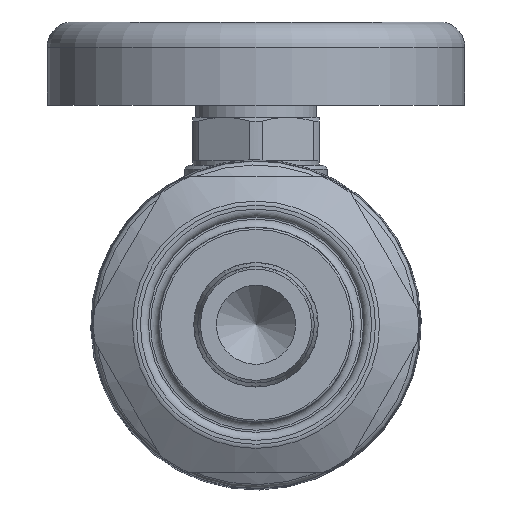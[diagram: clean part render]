
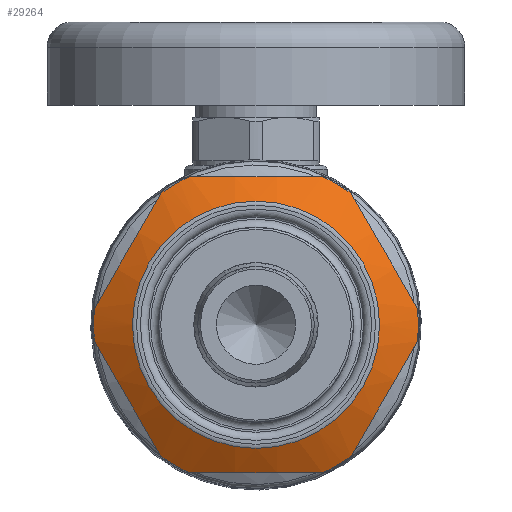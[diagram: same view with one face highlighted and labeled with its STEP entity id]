
A CAD part, front view. The second image highlights one B-rep face of the part: STEP entity #29264.
In plain terms, the highlighted conical face has half-angle 60 degrees and reference radius 17.78 mm.
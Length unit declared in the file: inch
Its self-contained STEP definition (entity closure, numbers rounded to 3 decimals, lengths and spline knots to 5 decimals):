
#1113=(
BOUNDED_CURVE()
B_SPLINE_CURVE(2,(#44015,#44016,#44017),.UNSPECIFIED.,.F.,.F.)
B_SPLINE_CURVE_WITH_KNOTS((3,3),(0.,1.67512),.UNSPECIFIED.)
CURVE()
GEOMETRIC_REPRESENTATION_ITEM()
RATIONAL_B_SPLINE_CURVE((1.,1.096,1.))
REPRESENTATION_ITEM('')
);
#1114=(
BOUNDED_CURVE()
B_SPLINE_CURVE(2,(#44021,#44022,#44023),.UNSPECIFIED.,.F.,.F.)
B_SPLINE_CURVE_WITH_KNOTS((3,3),(0.,1.67512),.UNSPECIFIED.)
CURVE()
GEOMETRIC_REPRESENTATION_ITEM()
RATIONAL_B_SPLINE_CURVE((1.,1.096,1.))
REPRESENTATION_ITEM('')
);
#1115=(
BOUNDED_CURVE()
B_SPLINE_CURVE(2,(#44027,#44028,#44029),.UNSPECIFIED.,.F.,.F.)
B_SPLINE_CURVE_WITH_KNOTS((3,3),(0.,1.67512),.UNSPECIFIED.)
CURVE()
GEOMETRIC_REPRESENTATION_ITEM()
RATIONAL_B_SPLINE_CURVE((1.,1.096,1.))
REPRESENTATION_ITEM('')
);
#1116=(
BOUNDED_CURVE()
B_SPLINE_CURVE(2,(#44033,#44034,#44035),.UNSPECIFIED.,.F.,.F.)
B_SPLINE_CURVE_WITH_KNOTS((3,3),(0.,1.67512),.UNSPECIFIED.)
CURVE()
GEOMETRIC_REPRESENTATION_ITEM()
RATIONAL_B_SPLINE_CURVE((1.,1.096,1.))
REPRESENTATION_ITEM('')
);
#1117=(
BOUNDED_CURVE()
B_SPLINE_CURVE(2,(#44039,#44040,#44041),.UNSPECIFIED.,.F.,.F.)
B_SPLINE_CURVE_WITH_KNOTS((3,3),(0.,1.67512),.UNSPECIFIED.)
CURVE()
GEOMETRIC_REPRESENTATION_ITEM()
RATIONAL_B_SPLINE_CURVE((1.,1.096,1.))
REPRESENTATION_ITEM('')
);
#1118=(
BOUNDED_CURVE()
B_SPLINE_CURVE(2,(#44045,#44046,#44047),.UNSPECIFIED.,.F.,.F.)
B_SPLINE_CURVE_WITH_KNOTS((3,3),(0.,1.67512),.UNSPECIFIED.)
CURVE()
GEOMETRIC_REPRESENTATION_ITEM()
RATIONAL_B_SPLINE_CURVE((1.,1.096,1.))
REPRESENTATION_ITEM('')
);
#3384=FACE_OUTER_BOUND('',#5115,.T.);
#5115=EDGE_LOOP('',(#19499,#19500,#19501,#19502,#19503,#19504,#19505,#19506,
#19507,#19508,#19509,#19510,#19511,#19512,#19513,#19514));
#6834=LINE('',#44011,#8597);
#8597=VECTOR('',#34130,0.7);
#10450=CIRCLE('',#31202,0.60928);
#10452=CIRCLE('',#31206,0.8);
#10453=CIRCLE('',#31207,0.8);
#10454=CIRCLE('',#31208,0.8);
#10455=CIRCLE('',#31209,0.8);
#10456=CIRCLE('',#31210,0.8);
#10457=CIRCLE('',#31211,0.8);
#10458=CIRCLE('',#31212,0.8);
#11726=VERTEX_POINT('',#44003);
#11728=VERTEX_POINT('',#44010);
#11729=VERTEX_POINT('',#44012);
#11730=VERTEX_POINT('',#44014);
#11731=VERTEX_POINT('',#44018);
#11732=VERTEX_POINT('',#44020);
#11733=VERTEX_POINT('',#44024);
#11734=VERTEX_POINT('',#44026);
#11735=VERTEX_POINT('',#44030);
#11736=VERTEX_POINT('',#44032);
#11737=VERTEX_POINT('',#44036);
#11738=VERTEX_POINT('',#44038);
#11739=VERTEX_POINT('',#44042);
#11740=VERTEX_POINT('',#44044);
#14674=EDGE_CURVE('',#11726,#11726,#10450,.T.);
#14676=EDGE_CURVE('',#11726,#11728,#6834,.T.);
#14677=EDGE_CURVE('',#11729,#11728,#10452,.T.);
#14678=EDGE_CURVE('',#11730,#11729,#1113,.T.);
#14679=EDGE_CURVE('',#11731,#11730,#10453,.T.);
#14680=EDGE_CURVE('',#11732,#11731,#1114,.T.);
#14681=EDGE_CURVE('',#11733,#11732,#10454,.T.);
#14682=EDGE_CURVE('',#11734,#11733,#1115,.T.);
#14683=EDGE_CURVE('',#11735,#11734,#10455,.T.);
#14684=EDGE_CURVE('',#11736,#11735,#1116,.T.);
#14685=EDGE_CURVE('',#11737,#11736,#10456,.T.);
#14686=EDGE_CURVE('',#11738,#11737,#1117,.T.);
#14687=EDGE_CURVE('',#11739,#11738,#10457,.T.);
#14688=EDGE_CURVE('',#11740,#11739,#1118,.T.);
#14689=EDGE_CURVE('',#11728,#11740,#10458,.T.);
#19499=ORIENTED_EDGE('',*,*,#14674,.F.);
#19500=ORIENTED_EDGE('',*,*,#14676,.T.);
#19501=ORIENTED_EDGE('',*,*,#14677,.F.);
#19502=ORIENTED_EDGE('',*,*,#14678,.F.);
#19503=ORIENTED_EDGE('',*,*,#14679,.F.);
#19504=ORIENTED_EDGE('',*,*,#14680,.F.);
#19505=ORIENTED_EDGE('',*,*,#14681,.F.);
#19506=ORIENTED_EDGE('',*,*,#14682,.F.);
#19507=ORIENTED_EDGE('',*,*,#14683,.F.);
#19508=ORIENTED_EDGE('',*,*,#14684,.F.);
#19509=ORIENTED_EDGE('',*,*,#14685,.F.);
#19510=ORIENTED_EDGE('',*,*,#14686,.F.);
#19511=ORIENTED_EDGE('',*,*,#14687,.F.);
#19512=ORIENTED_EDGE('',*,*,#14688,.F.);
#19513=ORIENTED_EDGE('',*,*,#14689,.F.);
#19514=ORIENTED_EDGE('',*,*,#14676,.F.);
#27284=CONICAL_SURFACE('',#31205,0.7,1.047);
#29264=ADVANCED_FACE('',(#3384),#27284,.T.);
#31202=AXIS2_PLACEMENT_3D('',#44005,#34122,#34123);
#31205=AXIS2_PLACEMENT_3D('',#44009,#34128,#34129);
#31206=AXIS2_PLACEMENT_3D('',#44013,#34131,#34132);
#31207=AXIS2_PLACEMENT_3D('',#44019,#34133,#34134);
#31208=AXIS2_PLACEMENT_3D('',#44025,#34135,#34136);
#31209=AXIS2_PLACEMENT_3D('',#44031,#34137,#34138);
#31210=AXIS2_PLACEMENT_3D('',#44037,#34139,#34140);
#31211=AXIS2_PLACEMENT_3D('',#44043,#34141,#34142);
#31212=AXIS2_PLACEMENT_3D('',#44048,#34143,#34144);
#34122=DIRECTION('center_axis',(0.,-1.,0.));
#34123=DIRECTION('ref_axis',(-1.,0.,0.));
#34128=DIRECTION('center_axis',(0.,1.,0.));
#34129=DIRECTION('ref_axis',(1.,0.,0.));
#34130=DIRECTION('',(-0.866,0.5,0.));
#34131=DIRECTION('center_axis',(0.,1.,0.));
#34132=DIRECTION('ref_axis',(-1.,0.,0.));
#34133=DIRECTION('center_axis',(0.,1.,0.));
#34134=DIRECTION('ref_axis',(-1.,0.,0.));
#34135=DIRECTION('center_axis',(0.,1.,0.));
#34136=DIRECTION('ref_axis',(-1.,0.,0.));
#34137=DIRECTION('center_axis',(0.,1.,0.));
#34138=DIRECTION('ref_axis',(-1.,0.,0.));
#34139=DIRECTION('center_axis',(0.,1.,0.));
#34140=DIRECTION('ref_axis',(-1.,0.,0.));
#34141=DIRECTION('center_axis',(0.,1.,0.));
#34142=DIRECTION('ref_axis',(-1.,0.,0.));
#34143=DIRECTION('center_axis',(0.,1.,0.));
#34144=DIRECTION('ref_axis',(-1.,0.,0.));
#44003=CARTESIAN_POINT('',(-0.60928,-2.00629,0.));
#44005=CARTESIAN_POINT('Origin',(0.,-2.00629,
0.));
#44009=CARTESIAN_POINT('Origin',(0.,-1.95392,
0.));
#44010=CARTESIAN_POINT('',(-0.8,-1.89618,0.));
#44011=CARTESIAN_POINT('',(-0.7,-1.95392,0.));
#44012=CARTESIAN_POINT('',(-0.79583,-1.89618,-0.08158));
#44013=CARTESIAN_POINT('Origin',(0.,-1.89618,0.));
#44014=CARTESIAN_POINT('',(-0.46857,-1.89618,-0.64842));
#44015=CARTESIAN_POINT('Ctrl Pts',(-0.46857,-1.89618,
-0.64842));
#44016=CARTESIAN_POINT('Ctrl Pts',(-0.6322,-1.97348,
-0.365));
#44017=CARTESIAN_POINT('Ctrl Pts',(-0.79583,-1.89618,
-0.08158));
#44018=CARTESIAN_POINT('',(-0.32726,-1.89618,-0.73));
#44019=CARTESIAN_POINT('Origin',(0.,-1.89618,0.));
#44020=CARTESIAN_POINT('',(0.32726,-1.89618,-0.73));
#44021=CARTESIAN_POINT('Ctrl Pts',(0.32726,-1.89618,
-0.73));
#44022=CARTESIAN_POINT('Ctrl Pts',(0.,-1.97348,
-0.73));
#44023=CARTESIAN_POINT('Ctrl Pts',(-0.32726,-1.89618,
-0.73));
#44024=CARTESIAN_POINT('',(0.46857,-1.89618,-0.64842));
#44025=CARTESIAN_POINT('Origin',(0.,-1.89618,0.));
#44026=CARTESIAN_POINT('',(0.79583,-1.89618,-0.08158));
#44027=CARTESIAN_POINT('Ctrl Pts',(0.79583,-1.89618,
-0.08158));
#44028=CARTESIAN_POINT('Ctrl Pts',(0.6322,-1.97348,-0.365));
#44029=CARTESIAN_POINT('Ctrl Pts',(0.46857,-1.89618,
-0.64842));
#44030=CARTESIAN_POINT('',(0.79583,-1.89618,0.08158));
#44031=CARTESIAN_POINT('Origin',(0.,-1.89618,0.));
#44032=CARTESIAN_POINT('',(0.46857,-1.89618,0.64842));
#44033=CARTESIAN_POINT('Ctrl Pts',(0.46857,-1.89618,
0.64842));
#44034=CARTESIAN_POINT('Ctrl Pts',(0.6322,-1.97348,0.365));
#44035=CARTESIAN_POINT('Ctrl Pts',(0.79583,-1.89618,
0.08158));
#44036=CARTESIAN_POINT('',(0.32726,-1.89618,0.73));
#44037=CARTESIAN_POINT('Origin',(0.,-1.89618,0.));
#44038=CARTESIAN_POINT('',(-0.32726,-1.89618,0.73));
#44039=CARTESIAN_POINT('Ctrl Pts',(-0.32726,-1.89618,
0.73));
#44040=CARTESIAN_POINT('Ctrl Pts',(0.,-1.97348,
0.73));
#44041=CARTESIAN_POINT('Ctrl Pts',(0.32726,-1.89618,
0.73));
#44042=CARTESIAN_POINT('',(-0.46857,-1.89618,0.64842));
#44043=CARTESIAN_POINT('Origin',(0.,-1.89618,0.));
#44044=CARTESIAN_POINT('',(-0.79583,-1.89618,0.08158));
#44045=CARTESIAN_POINT('Ctrl Pts',(-0.79583,-1.89618,
0.08158));
#44046=CARTESIAN_POINT('Ctrl Pts',(-0.6322,-1.97348,
0.365));
#44047=CARTESIAN_POINT('Ctrl Pts',(-0.46857,-1.89618,
0.64842));
#44048=CARTESIAN_POINT('Origin',(0.,-1.89618,0.));
